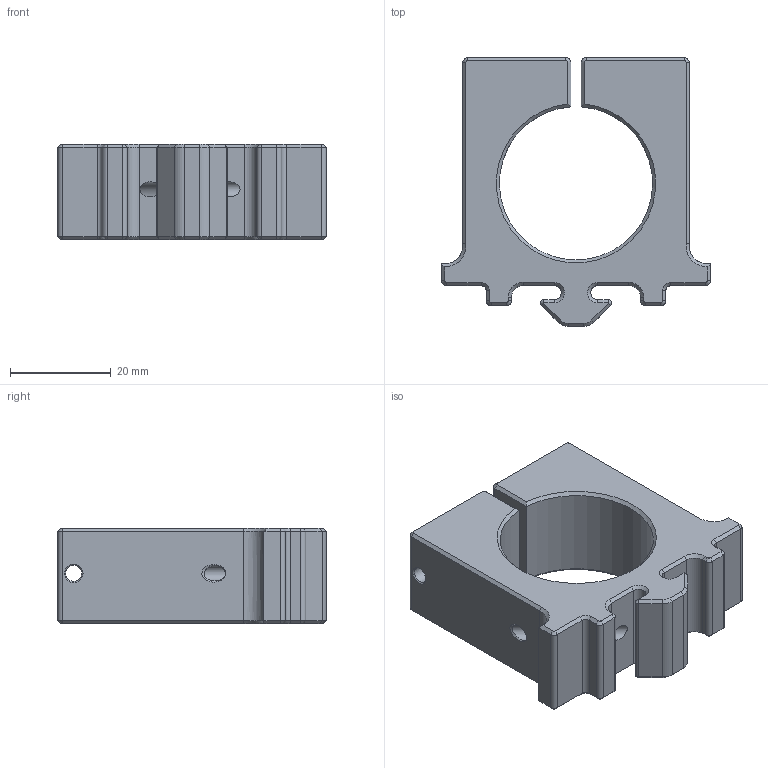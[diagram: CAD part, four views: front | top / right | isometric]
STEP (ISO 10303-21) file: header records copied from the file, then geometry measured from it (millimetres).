
FILE_DESCRIPTION(/* description */ (''),/* implementation_level */ '2;1');
FILE_NAME(/* name */ 'Eyepiece_Holder v3.step',/* time_stamp */ '2019-08-19T14:49:36-07:00',/* author */ (''),/* organization */ (''),/* preprocessor_version */ 'ST-DEVELOPER v18',/* originating_system */ 'Autodesk Translation Framework v8.6.0.1094',/* authorisation */ '');
FILE_SCHEMA (('AUTOMOTIVE_DESIGN { 1 0 10303 214 3 1 1 }'));
Length unit declared in the file: millimetre
Products named in the file (2): Eyepiece_Holder; Microscope_Eyepiece_Holder
Assembly tree (1 placements, depth 2):
  Eyepiece_Holder
    Microscope_Eyepiece_Holder
Bounding box: 53.47 x 53.45 x 19 mm (x, y, z)
Volume: 26718.4 mm3; surface area: 9845.4 mm2
Topology: 1 solids, 1 shells, 152 faces, 358 edges, 208 vertices
Faces by surface type: plane 75, cone 44, cylinder 25, bspline 8
Full cylindrical faces by diameter (mm): 3 x2, 3.175 x2
Entity records: 4782 total; most frequent: CARTESIAN_POINT 1262, DIRECTION 724, ORIENTED_EDGE 716, EDGE_CURVE 358, LINE 242, VECTOR 242, AXIS2_PLACEMENT_3D 241, VERTEX_POINT 208
